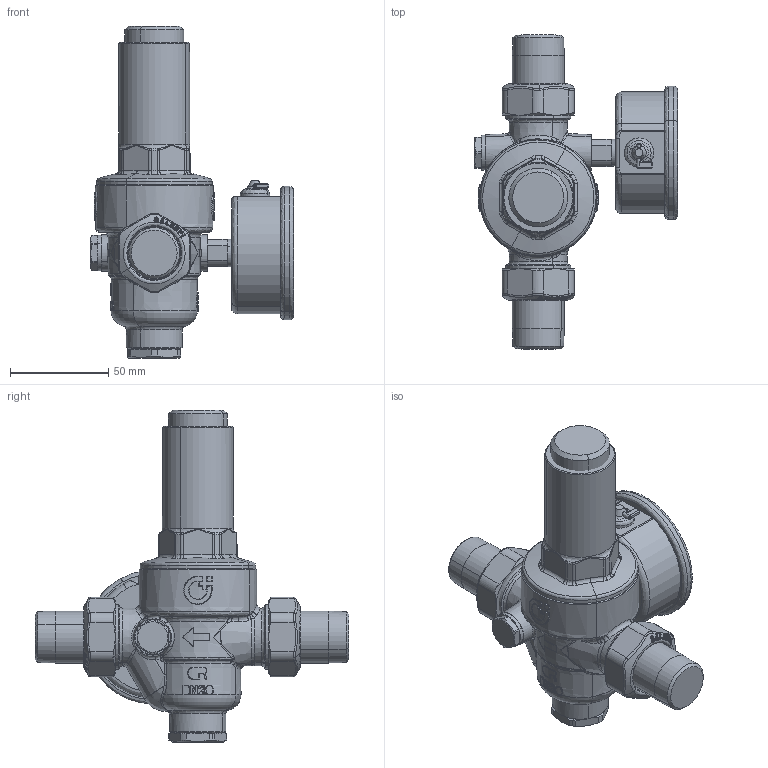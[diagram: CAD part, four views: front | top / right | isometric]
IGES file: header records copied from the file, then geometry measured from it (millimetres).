
Start section:  PTC IGES file: 536053 AUS (IGS).igs
Global section: file name: 536053 AUS (IGS).igs; native system: Creo Parametric by PTC Inc.; preprocessor: 2016050; author: sparenzan; organization: Unknown; date: 20170330.142334; units: inch
Bounding box: 103.48 x 160 x 169.2 mm (x, y, z)
Surface area: 61487.7 mm2 (no closed solid volume)
Topology: 0 solids, 0 shells, 1156 faces, 5556 edges, 5505 vertices
Faces by surface type: bspline 581, revolution 377, extrusion 198
